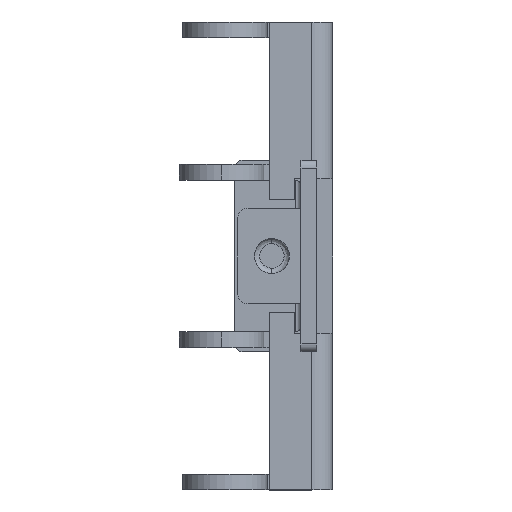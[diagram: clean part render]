
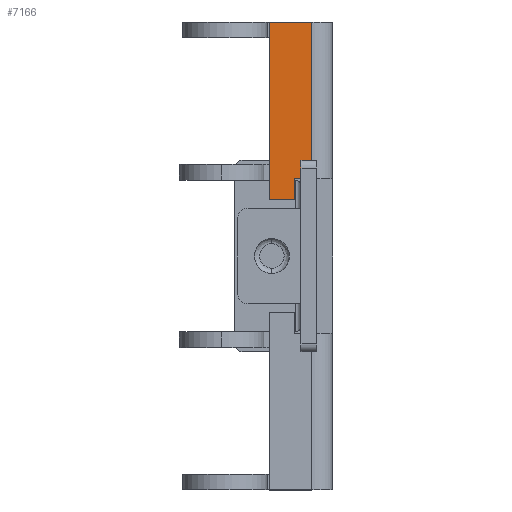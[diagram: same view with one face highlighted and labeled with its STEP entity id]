
A CAD part, left-side view. The second image highlights one B-rep face of the part: STEP entity #7166.
In plain terms, the highlighted planar face has unit normal (-1, 0, 0).
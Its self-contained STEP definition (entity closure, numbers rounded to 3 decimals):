
#358 = CARTESIAN_POINT ( 'NONE',  ( -33.85, -8.339, 12.775 ) ) ;
#377 = CARTESIAN_POINT ( 'NONE',  ( -33.85, -7.828, 7.3 ) ) ;
#573 = CARTESIAN_POINT ( 'NONE',  ( -33.85, -5.428, 22.1 ) ) ;
#1138 = VERTEX_POINT ( 'NONE', #573 ) ;
#2088 = DIRECTION ( 'NONE',  ( 0., 0., -1. ) ) ;
#2268 = AXIS2_PLACEMENT_3D ( 'NONE', #358, #11174, #8065 ) ;
#2282 = EDGE_CURVE ( 'NONE', #7961, #9472, #7749, .T. ) ;
#2367 = VERTEX_POINT ( 'NONE', #4719 ) ;
#2547 = EDGE_CURVE ( 'NONE', #9472, #11346, #14311, .T. ) ;
#2634 = ORIENTED_EDGE ( 'NONE', *, *, #8961, .F. ) ;
#2738 = LINE ( 'NONE', #14568, #7334 ) ;
#2769 = CARTESIAN_POINT ( 'NONE',  ( -33.85, -7.828, 5.3 ) ) ;
#3091 = DIRECTION ( 'NONE',  ( 0., 1., 0. ) ) ;
#3253 = DIRECTION ( 'NONE',  ( 0., 1., 0. ) ) ;
#3502 = LINE ( 'NONE', #5575, #4480 ) ;
#3677 = FACE_OUTER_BOUND ( 'NONE', #8613, .T. ) ;
#4121 = CARTESIAN_POINT ( 'NONE',  ( -33.85, -9.428, 12.775 ) ) ;
#4480 = VECTOR ( 'NONE', #10226, 1000. ) ;
#4719 = CARTESIAN_POINT ( 'NONE',  ( -33.85, -5.428, 5.3 ) ) ;
#4972 = ORIENTED_EDGE ( 'NONE', *, *, #8782, .F. ) ;
#5199 = ORIENTED_EDGE ( 'NONE', *, *, #2282, .F. ) ;
#5575 = CARTESIAN_POINT ( 'NONE',  ( -33.85, -7.828, 12.775 ) ) ;
#5600 = CARTESIAN_POINT ( 'NONE',  ( -33.85, -5.428, 12.775 ) ) ;
#6022 = VECTOR ( 'NONE', #3091, 1000. ) ;
#6585 = EDGE_CURVE ( 'NONE', #8997, #2367, #12112, .T. ) ;
#6611 = CARTESIAN_POINT ( 'NONE',  ( -33.85, -8.339, 7.3 ) ) ;
#6636 = DIRECTION ( 'NONE',  ( 0., -1., 0. ) ) ;
#7166 = ADVANCED_FACE ( 'NONE', ( #3677 ), #10142, .F. ) ;
#7334 = VECTOR ( 'NONE', #6636, 1000. ) ;
#7672 = LINE ( 'NONE', #5600, #15920 ) ;
#7749 = LINE ( 'NONE', #4121, #9431 ) ;
#7961 = VERTEX_POINT ( 'NONE', #11275 ) ;
#8065 = DIRECTION ( 'NONE',  ( 0., -1., 0. ) ) ;
#8300 = ORIENTED_EDGE ( 'NONE', *, *, #6585, .F. ) ;
#8613 = EDGE_LOOP ( 'NONE', ( #4972, #2634, #8300, #12849, #9362, #5199 ) ) ;
#8775 = EDGE_CURVE ( 'NONE', #11346, #8997, #3502, .T. ) ;
#8782 = EDGE_CURVE ( 'NONE', #1138, #7961, #2738, .T. ) ;
#8961 = EDGE_CURVE ( 'NONE', #2367, #1138, #7672, .T. ) ;
#8997 = VERTEX_POINT ( 'NONE', #2769 ) ;
#9027 = VECTOR ( 'NONE', #3253, 1000. ) ;
#9362 = ORIENTED_EDGE ( 'NONE', *, *, #2547, .F. ) ;
#9431 = VECTOR ( 'NONE', #2088, 1000. ) ;
#9472 = VERTEX_POINT ( 'NONE', #10578 ) ;
#10064 = CARTESIAN_POINT ( 'NONE',  ( -33.85, -8.339, 5.3 ) ) ;
#10142 = PLANE ( 'NONE',  #2268 ) ;
#10226 = DIRECTION ( 'NONE',  ( 0., 0., -1. ) ) ;
#10578 = CARTESIAN_POINT ( 'NONE',  ( -33.85, -9.428, 7.3 ) ) ;
#11174 = DIRECTION ( 'NONE',  ( 1., 0., 0. ) ) ;
#11275 = CARTESIAN_POINT ( 'NONE',  ( -33.85, -9.428, 22.1 ) ) ;
#11346 = VERTEX_POINT ( 'NONE', #377 ) ;
#12112 = LINE ( 'NONE', #10064, #6022 ) ;
#12849 = ORIENTED_EDGE ( 'NONE', *, *, #8775, .F. ) ;
#14311 = LINE ( 'NONE', #6611, #9027 ) ;
#14568 = CARTESIAN_POINT ( 'NONE',  ( -33.85, -8.339, 22.1 ) ) ;
#15599 = DIRECTION ( 'NONE',  ( 0., 0., 1. ) ) ;
#15920 = VECTOR ( 'NONE', #15599, 1000. ) ;
